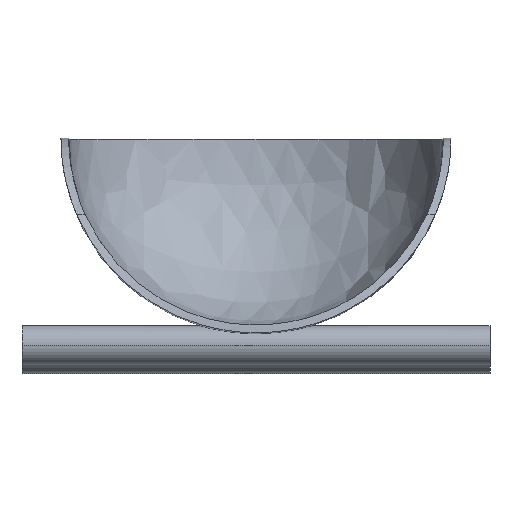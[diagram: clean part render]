
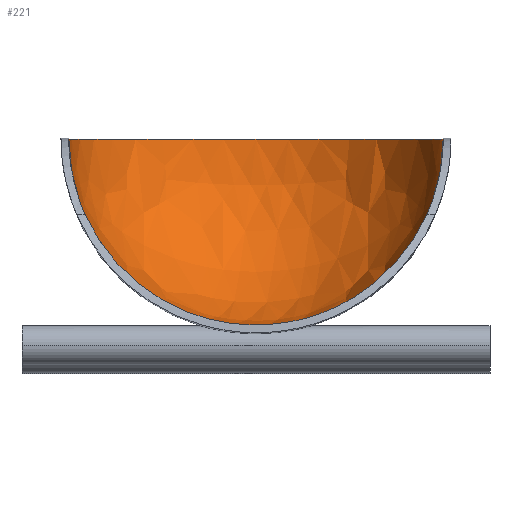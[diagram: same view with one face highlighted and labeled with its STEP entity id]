
A CAD part, top view. The second image highlights one B-rep face of the part: STEP entity #221.
In plain terms, the highlighted free-form (B-spline) face has degree [3, 3] with [4, 4] control points.
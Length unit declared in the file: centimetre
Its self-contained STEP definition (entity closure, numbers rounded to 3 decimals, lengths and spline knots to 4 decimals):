
#24 = CARTESIAN_POINT ( 'NONE',  ( 4.8, -0.0033, -20.0033 ) ) ;
#72 = CARTESIAN_POINT ( 'NONE',  ( 4.8, -0.0033, -20.0033 ) ) ;
#123 = CARTESIAN_POINT ( 'NONE',  ( 4.8, 0., -20.0033 ) ) ;
#154 = CARTESIAN_POINT ( 'NONE',  ( -4.8, -0.0033, -20.0014 ) ) ;
#172 = CARTESIAN_POINT ( 'NONE',  ( -4.8, -0.0033, -20.0033 ) ) ;
#173 = DIRECTION ( 'NONE',  ( 0., 0., 1. ) ) ;
#221 = ADVANCED_FACE ( 'NONE', ( #337 ), #1061, .T. ) ;
#239 = CARTESIAN_POINT ( 'NONE',  ( -4.8, -9.6, -20. ) ) ;
#249 = CARTESIAN_POINT ( 'NONE',  ( 4.8, -9.6, -20. ) ) ;
#273 = CARTESIAN_POINT ( 'NONE',  ( 4.8, 0., -20. ) ) ;
#303 = DIRECTION ( 'NONE',  ( 1., 0., 0. ) ) ;
#325 = CARTESIAN_POINT ( 'NONE',  ( -4.8, 0., -20. ) ) ;
#337 = FACE_OUTER_BOUND ( 'NONE', #522, .T. ) ;
#369 = CARTESIAN_POINT ( 'NONE',  ( 4.8, -0.0033, -20.0014 ) ) ;
#391 = AXIS2_PLACEMENT_3D ( 'NONE', #703, #961, #607 ) ;
#426 = CIRCLE ( 'NONE', #877, 0.0033 ) ;
#452 = ORIENTED_EDGE ( 'NONE', *, *, #609, .T. ) ;
#467 = EDGE_CURVE ( 'NONE', #691, #1062, #426, .T. ) ;
#509 = CARTESIAN_POINT ( 'NONE',  ( 0., -0.0033, -20.0033 ) ) ;
#510 = EDGE_CURVE ( 'NONE', #883, #1062, #1065, .T. ) ;
#522 = EDGE_LOOP ( 'NONE', ( #991, #604, #1029, #452 ) ) ;
#529 = AXIS2_PLACEMENT_3D ( 'NONE', #874, #173, #968 ) ;
#562 = EDGE_CURVE ( 'NONE', #685, #883, #629, .T. ) ;
#583 = CARTESIAN_POINT ( 'NONE',  ( -4.8, -5.6235, -29.6051 ) ) ;
#592 = CARTESIAN_POINT ( 'NONE',  ( 4.8, 0.003, -29.6033 ) ) ;
#604 = ORIENTED_EDGE ( 'NONE', *, *, #510, .F. ) ;
#607 = DIRECTION ( 'NONE',  ( 0., 0., 1. ) ) ;
#609 = EDGE_CURVE ( 'NONE', #685, #691, #827, .T. ) ;
#629 = CIRCLE ( 'NONE', #391, 0.0033 ) ;
#649 = CARTESIAN_POINT ( 'NONE',  ( 4.8, 0., -20. ) ) ;
#676 = CARTESIAN_POINT ( 'NONE',  ( -4.8, -0.0019, -20. ) ) ;
#683 = CARTESIAN_POINT ( 'NONE',  ( 4.8, -5.6235, -29.6051 ) ) ;
#685 = VERTEX_POINT ( 'NONE', #899 ) ;
#686 = AXIS2_PLACEMENT_3D ( 'NONE', #509, #693, #955 ) ;
#691 = VERTEX_POINT ( 'NONE', #649 ) ;
#693 = DIRECTION ( 'NONE',  ( 0., -1., -0.001 ) ) ;
#703 = CARTESIAN_POINT ( 'NONE',  ( -4.8, 0., -20.0033 ) ) ;
#771 = CARTESIAN_POINT ( 'NONE',  ( 4.8, -9.6019, -25.6265 ) ) ;
#827 = CIRCLE ( 'NONE', #529, 4.8 ) ;
#874 = CARTESIAN_POINT ( 'NONE',  ( 0., 0., -20. ) ) ;
#877 = AXIS2_PLACEMENT_3D ( 'NONE', #123, #303, #996 ) ;
#883 = VERTEX_POINT ( 'NONE', #172 ) ;
#899 = CARTESIAN_POINT ( 'NONE',  ( -4.8, 0., -20. ) ) ;
#934 = CARTESIAN_POINT ( 'NONE',  ( -4.8, 0.003, -29.6033 ) ) ;
#955 = DIRECTION ( 'NONE',  ( -1., 0., 0. ) ) ;
#961 = DIRECTION ( 'NONE',  ( 1., 0., 0. ) ) ;
#968 = DIRECTION ( 'NONE',  ( 1., 0., 0. ) ) ;
#991 = ORIENTED_EDGE ( 'NONE', *, *, #467, .T. ) ;
#996 = DIRECTION ( 'NONE',  ( 0., 0., 1. ) ) ;
#1019 = CARTESIAN_POINT ( 'NONE',  ( -4.8, -0.0033, -20.0033 ) ) ;
#1029 = ORIENTED_EDGE ( 'NONE', *, *, #562, .F. ) ;
#1061 =( BOUNDED_SURFACE ( )  B_SPLINE_SURFACE ( 3, 3, ( 
 ( #325, #676, #154, #1019 ),
 ( #239, #1111, #583, #934 ),
 ( #249, #771, #683, #592 ),
 ( #273, #1069, #369, #24 ) ),
 .UNSPECIFIED., .F., .F., .F. ) 
 B_SPLINE_SURFACE_WITH_KNOTS ( ( 4, 4 ),
 ( 4, 4 ),
 ( 0., 1. ),
 ( 0., 1. ),
 .UNSPECIFIED. ) 
 GEOMETRIC_REPRESENTATION_ITEM ( )  RATIONAL_B_SPLINE_SURFACE ( (
 ( 1., 0.805, 0.805, 1.),
 ( 0.333, 0.268, 0.268, 0.333),
 ( 0.333, 0.268, 0.268, 0.333),
 ( 1., 0.805, 0.805, 1.) ) ) 
 REPRESENTATION_ITEM ( '' )  SURFACE ( )  );
#1062 = VERTEX_POINT ( 'NONE', #72 ) ;
#1065 = CIRCLE ( 'NONE', #686, 4.8 ) ;
#1069 = CARTESIAN_POINT ( 'NONE',  ( 4.8, -0.0019, -20. ) ) ;
#1111 = CARTESIAN_POINT ( 'NONE',  ( -4.8, -9.6019, -25.6265 ) ) ;
